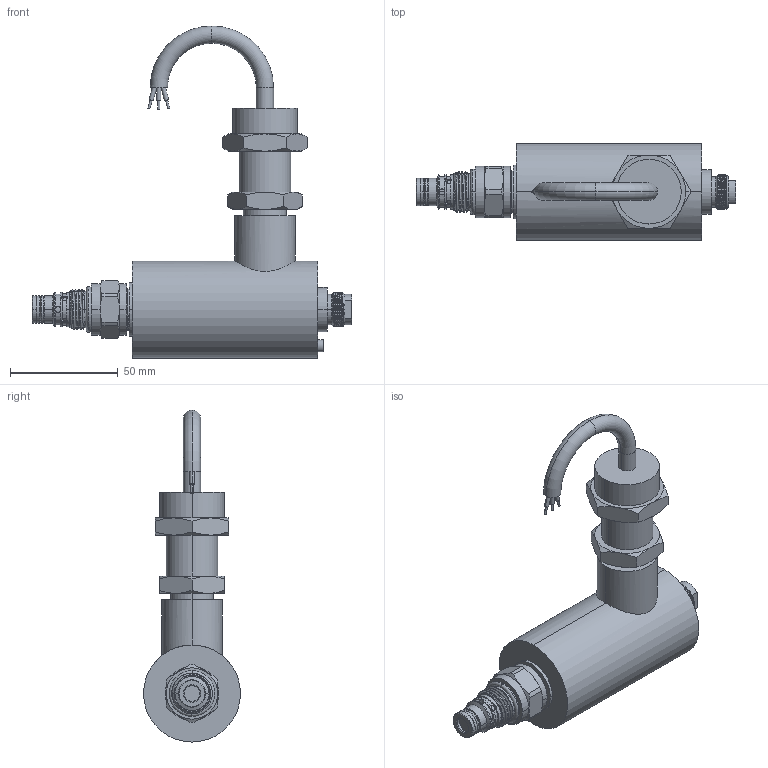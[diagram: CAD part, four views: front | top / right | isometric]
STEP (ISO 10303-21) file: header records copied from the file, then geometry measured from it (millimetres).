
FILE_DESCRIPTION (( 'STEP AP203' ), '1' );
FILE_NAME ('EP08W2E06ND.STEP', '2023-11-08T01:33:37', ( '' ), ( '' ), 'SwSTEP 2.0', 'SolidWorks 2018', '' );
FILE_SCHEMA (( 'CONFIG_CONTROL_DESIGN' ));
Length unit declared in the file: millimetre
Products named in the file (1): EP08W2E06ND
Bounding box: 148.5 x 45 x 154.07 mm (x, y, z)
Volume: 204215.3 mm3; surface area: 31785.4 mm2
Topology: 3 solids, 4 shells, 282 faces, 680 edges, 428 vertices
Faces by surface type: cylinder 129, plane 76, cone 54, torus 14, bspline 9
Entity records: 14503 total; most frequent: CARTESIAN_POINT 8131, ORIENTED_EDGE 1360, DIRECTION 1270, EDGE_CURVE 680, AXIS2_PLACEMENT_3D 532, VERTEX_POINT 428, EDGE_LOOP 310, ADVANCED_FACE 282
